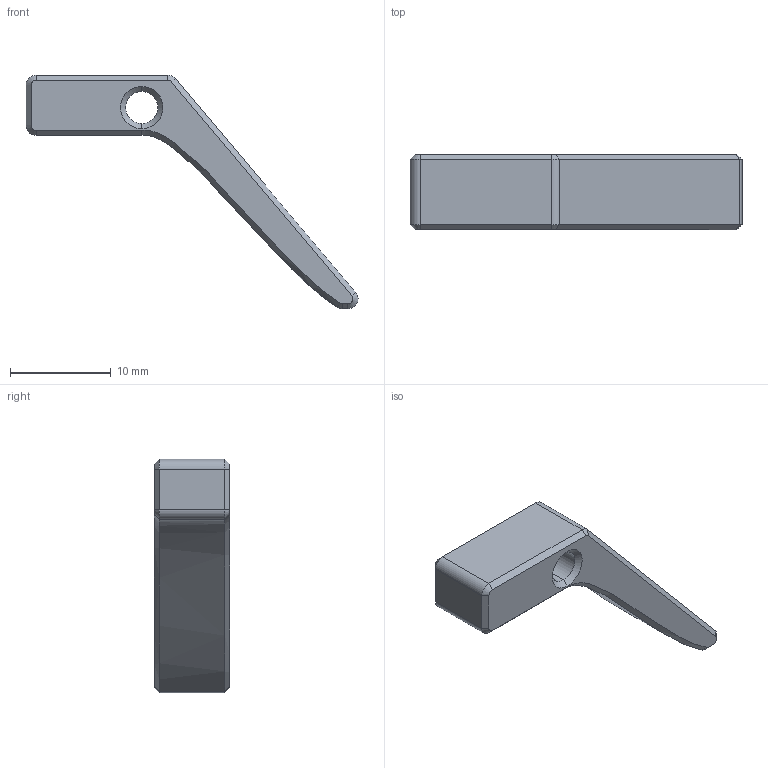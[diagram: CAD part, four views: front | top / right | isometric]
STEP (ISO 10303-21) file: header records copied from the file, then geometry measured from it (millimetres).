
FILE_DESCRIPTION (( 'STEP AP203' ), '1' );
FILE_NAME ('flipper.STEP', '2017-05-13T20:46:31', ( '' ), ( '' ), 'SwSTEP 2.0', 'SolidWorks 2016', '' );
FILE_SCHEMA (( 'CONFIG_CONTROL_DESIGN' ));
Length unit declared in the file: millimetre
Products named in the file (1): flipper
Bounding box: 32.95 x 7.5 x 23.17 mm (x, y, z)
Volume: 1301.7 mm3; surface area: 1039.8 mm2
Topology: 1 solids, 1 shells, 41 faces, 91 edges, 52 vertices
Faces by surface type: plane 17, cone 14, cylinder 7, bspline 3
Entity records: 1422 total; most frequent: CARTESIAN_POINT 446, DIRECTION 189, ORIENTED_EDGE 182, EDGE_CURVE 91, AXIS2_PLACEMENT_3D 67, VECTOR 55, LINE 55, VERTEX_POINT 52
